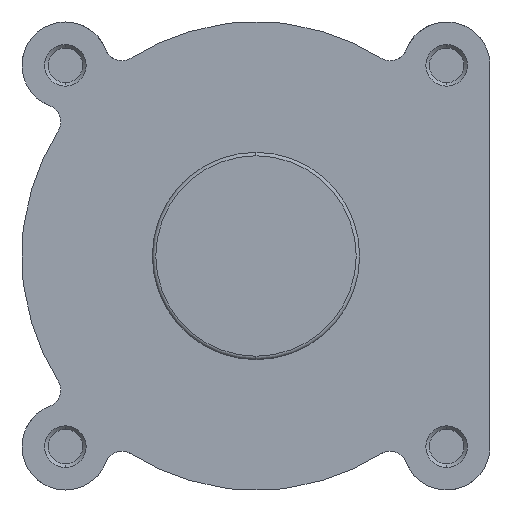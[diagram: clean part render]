
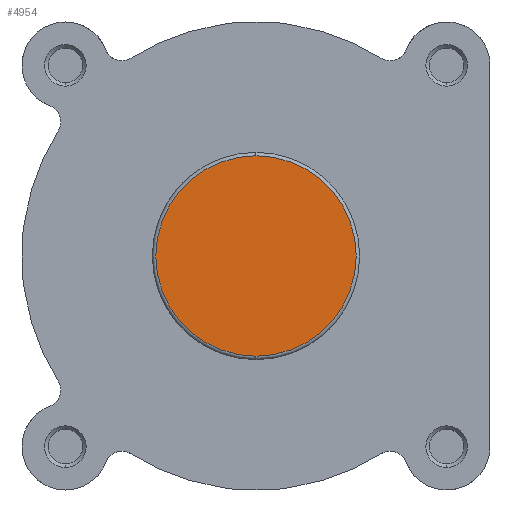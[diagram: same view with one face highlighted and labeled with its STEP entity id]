
A CAD part, left-side view. The second image highlights one B-rep face of the part: STEP entity #4954.
In plain terms, the highlighted planar face has unit normal (-1, 0, 0).
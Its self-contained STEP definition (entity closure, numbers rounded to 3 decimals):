
#85 = PLANE ( 'NONE',  #7292 ) ;
#87 = CARTESIAN_POINT ( 'NONE',  ( 0., 29.9, 0. ) ) ;
#88 = DIRECTION ( 'NONE',  ( 1., 0., 0. ) ) ;
#89 = DIRECTION ( 'NONE',  ( 0., 0., -1. ) ) ;
#571 = EDGE_CURVE ( 'NONE', #3228, #3032, #4269, .T. ) ;
#683 = EDGE_CURVE ( 'NONE', #3032, #3228, #4428, .T. ) ;
#1855 = CARTESIAN_POINT ( 'NONE',  ( 0., 0., -28.9 ) ) ;
#2049 = CARTESIAN_POINT ( 'NONE',  ( 0., 0., 28.9 ) ) ;
#2756 = FACE_OUTER_BOUND ( 'NONE', #5159, .T. ) ;
#3032 = VERTEX_POINT ( 'NONE', #1855 ) ;
#3228 = VERTEX_POINT ( 'NONE', #2049 ) ;
#3584 = ORIENTED_EDGE ( 'NONE', *, *, #683, .T. ) ;
#3585 = ORIENTED_EDGE ( 'NONE', *, *, #571, .T. ) ;
#4269 = CIRCLE ( 'NONE', #6965, 28.9 ) ;
#4428 = CIRCLE ( 'NONE', #7028, 28.9 ) ;
#4954 = ADVANCED_FACE ( 'NONE', ( #2756 ), #85, .F. ) ;
#5159 = EDGE_LOOP ( 'NONE', ( #3584, #3585 ) ) ;
#6320 = CARTESIAN_POINT ( 'NONE',  ( 0., 0., 0. ) ) ;
#6321 = DIRECTION ( 'NONE',  ( -1., 0., 0. ) ) ;
#6322 = DIRECTION ( 'NONE',  ( 0., 0., -1. ) ) ;
#6599 = CARTESIAN_POINT ( 'NONE',  ( 0., 0., 0. ) ) ;
#6606 = DIRECTION ( 'NONE',  ( -1., 0., 0. ) ) ;
#6607 = DIRECTION ( 'NONE',  ( 0., 0., -1. ) ) ;
#6965 = AXIS2_PLACEMENT_3D ( 'NONE', #6320, #6321, #6322 ) ;
#7028 = AXIS2_PLACEMENT_3D ( 'NONE', #6599, #6606, #6607 ) ;
#7292 = AXIS2_PLACEMENT_3D ( 'NONE', #87, #88, #89 ) ;
